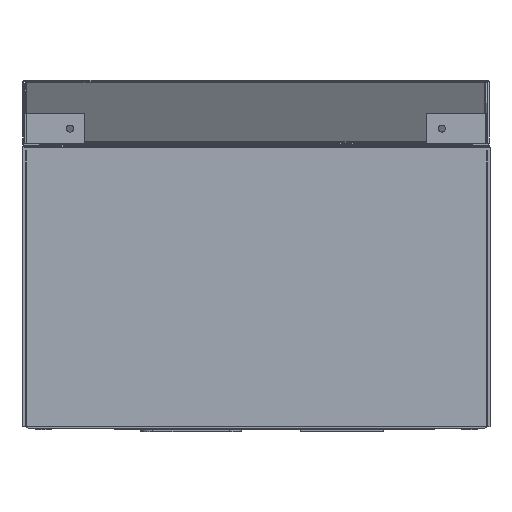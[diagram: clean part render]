
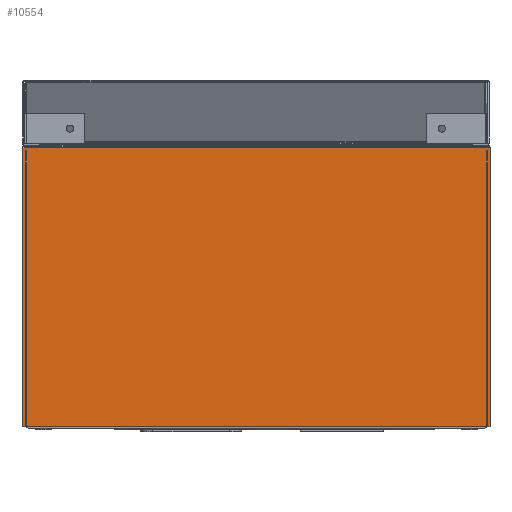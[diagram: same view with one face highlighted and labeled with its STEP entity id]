
A CAD part, front view. The second image highlights one B-rep face of the part: STEP entity #10554.
In plain terms, the highlighted planar face has unit normal (0, -1, 0).
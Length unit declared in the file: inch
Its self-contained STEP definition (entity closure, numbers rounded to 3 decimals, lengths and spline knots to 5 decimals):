
#554 = CARTESIAN_POINT ( 'NONE',  ( -7.62328, -16.04152, -4.65275 ) ) ;
#2181 = EDGE_CURVE ( 'NONE', #31550, #48639, #23631, .T. ) ;
#2908 = CIRCLE ( 'NONE', #14025, 0.07527 ) ;
#3672 = CARTESIAN_POINT ( 'NONE',  ( 7.63357, -16.04152, -4.65275 ) ) ;
#3808 = VECTOR ( 'NONE', #43620, 39.37008 ) ;
#3916 = ORIENTED_EDGE ( 'NONE', *, *, #28150, .T. ) ;
#4059 = CARTESIAN_POINT ( 'NONE',  ( 7.64294, -16.04152, -4.62726 ) ) ;
#4665 = CARTESIAN_POINT ( 'NONE',  ( -7.66855, -16.04152, 4.62473 ) ) ;
#5110 = DIRECTION ( 'NONE',  ( 0., 0., -1. ) ) ;
#5243 = DIRECTION ( 'NONE',  ( -1., 0., 0. ) ) ;
#5364 = VECTOR ( 'NONE', #7707, 39.37008 ) ;
#6266 = DIRECTION ( 'NONE',  ( 0., 0., 1. ) ) ;
#6701 = DIRECTION ( 'NONE',  ( 0., 0., -1. ) ) ;
#7232 = CARTESIAN_POINT ( 'NONE',  ( 7.7278, -16.04152, 4.62473 ) ) ;
#7615 = VECTOR ( 'NONE', #6266, 39.37008 ) ;
#7707 = DIRECTION ( 'NONE',  ( -1., 0., 0. ) ) ;
#7951 = CARTESIAN_POINT ( 'NONE',  ( 38.40642, -16.04152, 4.62473 ) ) ;
#8318 = CARTESIAN_POINT ( 'NONE',  ( 38.40642, -16.04152, 4.51487 ) ) ;
#8818 = EDGE_CURVE ( 'NONE', #19425, #41684, #19843, .T. ) ;
#8949 = DIRECTION ( 'NONE',  ( 0., 1., 0. ) ) ;
#9202 = LINE ( 'NONE', #33283, #49737 ) ;
#9256 = LINE ( 'NONE', #50963, #39308 ) ;
#9271 = CARTESIAN_POINT ( 'NONE',  ( -7.77559, -16.04152, -4.65275 ) ) ;
#9459 = EDGE_CURVE ( 'NONE', #19425, #16622, #9202, .T. ) ;
#9575 = EDGE_CURVE ( 'NONE', #46075, #26458, #22570, .T. ) ;
#10088 = EDGE_CURVE ( 'NONE', #41624, #46075, #32125, .T. ) ;
#10554 = ADVANCED_FACE ( 'NONE', ( #40586 ), #15214, .F. ) ;
#10817 = DIRECTION ( 'NONE',  ( -1., 0., 0. ) ) ;
#10999 = LINE ( 'NONE', #51121, #3808 ) ;
#11146 = ORIENTED_EDGE ( 'NONE', *, *, #25598, .T. ) ;
#11391 = CARTESIAN_POINT ( 'NONE',  ( 7.7278, -16.04152, 4.62473 ) ) ;
#11542 = EDGE_CURVE ( 'NONE', #41624, #39242, #48359, .T. ) ;
#11992 = CARTESIAN_POINT ( 'NONE',  ( -7.7278, -16.04152, 4.62473 ) ) ;
#12329 = CARTESIAN_POINT ( 'NONE',  ( 7.67439, -16.04152, -4.65275 ) ) ;
#13157 = VECTOR ( 'NONE', #32796, 39.37008 ) ;
#13363 = EDGE_LOOP ( 'NONE', ( #49205, #19326, #22535, #37828, #3916, #34482, #50027, #21534, #30303, #24762, #23576, #11146, #34673, #51400, #46750, #37539, #25748, #22091 ) ) ;
#13404 = DIRECTION ( 'NONE',  ( 0., 1., 0. ) ) ;
#13598 = DIRECTION ( 'NONE',  ( 0., 0., 1. ) ) ;
#14025 = AXIS2_PLACEMENT_3D ( 'NONE', #35058, #27042, #6701 ) ;
#15214 = PLANE ( 'NONE',  #47970 ) ;
#15438 = DIRECTION ( 'NONE',  ( -1., 0., 0. ) ) ;
#15503 = VECTOR ( 'NONE', #10817, 39.37008 ) ;
#15859 = DIRECTION ( 'NONE',  ( 0., 0., -1. ) ) ;
#16423 = CARTESIAN_POINT ( 'NONE',  ( 7.67884, -16.04152, -4.62726 ) ) ;
#16622 = VERTEX_POINT ( 'NONE', #33316 ) ;
#16640 = VECTOR ( 'NONE', #31850, 39.37008 ) ;
#16993 = VERTEX_POINT ( 'NONE', #16423 ) ;
#18884 = LINE ( 'NONE', #29875, #19273 ) ;
#19040 = CARTESIAN_POINT ( 'NONE',  ( 7.77559, -16.04152, -4.65275 ) ) ;
#19273 = VECTOR ( 'NONE', #35212, 39.37008 ) ;
#19326 = ORIENTED_EDGE ( 'NONE', *, *, #25721, .F. ) ;
#19425 = VERTEX_POINT ( 'NONE', #35705 ) ;
#19743 = DIRECTION ( 'NONE',  ( 0., 0., -1. ) ) ;
#19843 = LINE ( 'NONE', #8318, #44596 ) ;
#20083 = EDGE_CURVE ( 'NONE', #44124, #16622, #38428, .T. ) ;
#20878 = VERTEX_POINT ( 'NONE', #3672 ) ;
#21121 = CIRCLE ( 'NONE', #51001, 0.03937 ) ;
#21534 = ORIENTED_EDGE ( 'NONE', *, *, #21572, .F. ) ;
#21572 = EDGE_CURVE ( 'NONE', #26458, #25439, #50937, .T. ) ;
#21689 = CARTESIAN_POINT ( 'NONE',  ( -7.59328, -16.04152, -4.62726 ) ) ;
#22091 = ORIENTED_EDGE ( 'NONE', *, *, #9459, .T. ) ;
#22535 = ORIENTED_EDGE ( 'NONE', *, *, #43737, .F. ) ;
#22570 = LINE ( 'NONE', #34879, #38649 ) ;
#22844 = DIRECTION ( 'NONE',  ( 0., 0., -1. ) ) ;
#22938 = EDGE_CURVE ( 'NONE', #47449, #26540, #34189, .T. ) ;
#23032 = CARTESIAN_POINT ( 'NONE',  ( -7.66855, -16.04152, -4.62726 ) ) ;
#23131 = CARTESIAN_POINT ( 'NONE',  ( 7.64294, -16.04152, 4.62473 ) ) ;
#23576 = ORIENTED_EDGE ( 'NONE', *, *, #11542, .T. ) ;
#23631 = CIRCLE ( 'NONE', #52701, 0.07527 ) ;
#23639 = VERTEX_POINT ( 'NONE', #4059 ) ;
#24630 = AXIS2_PLACEMENT_3D ( 'NONE', #21689, #13404, #5110 ) ;
#24762 = ORIENTED_EDGE ( 'NONE', *, *, #10088, .F. ) ;
#25439 = VERTEX_POINT ( 'NONE', #12329 ) ;
#25598 = EDGE_CURVE ( 'NONE', #39242, #26540, #35764, .T. ) ;
#25721 = EDGE_CURVE ( 'NONE', #20878, #44124, #48829, .T. ) ;
#25748 = ORIENTED_EDGE ( 'NONE', *, *, #8818, .F. ) ;
#25797 = CARTESIAN_POINT ( 'NONE',  ( 7.60357, -16.04152, -4.62726 ) ) ;
#26458 = VERTEX_POINT ( 'NONE', #19040 ) ;
#26540 = VERTEX_POINT ( 'NONE', #34852 ) ;
#27042 = DIRECTION ( 'NONE',  ( 0., 1., 0. ) ) ;
#27406 = VERTEX_POINT ( 'NONE', #27485 ) ;
#27485 = CARTESIAN_POINT ( 'NONE',  ( 7.64294, -16.04152, 4.51487 ) ) ;
#28059 = CARTESIAN_POINT ( 'NONE',  ( 38.40642, -16.04152, 4.62473 ) ) ;
#28150 = EDGE_CURVE ( 'NONE', #27406, #51307, #18884, .T. ) ;
#29392 = VECTOR ( 'NONE', #15438, 39.37008 ) ;
#29875 = CARTESIAN_POINT ( 'NONE',  ( 38.40642, -16.04152, 4.51487 ) ) ;
#30303 = ORIENTED_EDGE ( 'NONE', *, *, #9575, .F. ) ;
#30501 = CARTESIAN_POINT ( 'NONE',  ( -7.77559, -16.04152, 4.62473 ) ) ;
#31400 = EDGE_CURVE ( 'NONE', #23639, #27406, #46927, .T. ) ;
#31550 = VERTEX_POINT ( 'NONE', #49571 ) ;
#31850 = DIRECTION ( 'NONE',  ( 1., 0., 0. ) ) ;
#32125 = LINE ( 'NONE', #7232, #16640 ) ;
#32420 = EDGE_CURVE ( 'NONE', #31550, #47449, #9256, .T. ) ;
#32796 = DIRECTION ( 'NONE',  ( -1., 0., 0. ) ) ;
#33283 = CARTESIAN_POINT ( 'NONE',  ( -7.63265, -16.04152, 4.62473 ) ) ;
#33316 = CARTESIAN_POINT ( 'NONE',  ( -7.63265, -16.04152, -4.62726 ) ) ;
#34080 = LINE ( 'NONE', #4665, #49935 ) ;
#34189 = LINE ( 'NONE', #38462, #46219 ) ;
#34482 = ORIENTED_EDGE ( 'NONE', *, *, #51063, .F. ) ;
#34673 = ORIENTED_EDGE ( 'NONE', *, *, #22938, .F. ) ;
#34852 = CARTESIAN_POINT ( 'NONE',  ( -7.77559, -16.04152, 4.62473 ) ) ;
#34879 = CARTESIAN_POINT ( 'NONE',  ( 7.77559, -16.04152, 4.65473 ) ) ;
#35058 = CARTESIAN_POINT ( 'NONE',  ( 7.60357, -16.04152, -4.62726 ) ) ;
#35212 = DIRECTION ( 'NONE',  ( 1., 0., 0. ) ) ;
#35705 = CARTESIAN_POINT ( 'NONE',  ( -7.63265, -16.04152, 4.51487 ) ) ;
#35764 = LINE ( 'NONE', #30501, #29392 ) ;
#37539 = ORIENTED_EDGE ( 'NONE', *, *, #40561, .F. ) ;
#37828 = ORIENTED_EDGE ( 'NONE', *, *, #31400, .T. ) ;
#38428 = CIRCLE ( 'NONE', #24630, 0.03937 ) ;
#38462 = CARTESIAN_POINT ( 'NONE',  ( -7.77559, -16.04152, 4.65473 ) ) ;
#38649 = VECTOR ( 'NONE', #22844, 39.37008 ) ;
#39176 = CARTESIAN_POINT ( 'NONE',  ( 38.40642, -16.04152, -4.65275 ) ) ;
#39242 = VERTEX_POINT ( 'NONE', #11992 ) ;
#39308 = VECTOR ( 'NONE', #5243, 39.37008 ) ;
#39365 = EDGE_CURVE ( 'NONE', #16993, #25439, #2908, .T. ) ;
#40074 = DIRECTION ( 'NONE',  ( 0., 1., 0. ) ) ;
#40147 = CARTESIAN_POINT ( 'NONE',  ( 7.67884, -16.04152, 4.51487 ) ) ;
#40561 = EDGE_CURVE ( 'NONE', #41684, #48639, #34080, .T. ) ;
#40586 = FACE_OUTER_BOUND ( 'NONE', #13363, .T. ) ;
#41310 = CARTESIAN_POINT ( 'NONE',  ( -7.66855, -16.04152, 4.51487 ) ) ;
#41461 = CARTESIAN_POINT ( 'NONE',  ( 7.77559, -16.04152, 4.62473 ) ) ;
#41624 = VERTEX_POINT ( 'NONE', #11391 ) ;
#41684 = VERTEX_POINT ( 'NONE', #41310 ) ;
#41832 = DIRECTION ( 'NONE',  ( 0., 0., -1. ) ) ;
#42371 = DIRECTION ( 'NONE',  ( 0., 0., -1. ) ) ;
#43620 = DIRECTION ( 'NONE',  ( 0., 0., 1. ) ) ;
#43737 = EDGE_CURVE ( 'NONE', #23639, #20878, #21121, .T. ) ;
#44124 = VERTEX_POINT ( 'NONE', #554 ) ;
#44305 = CARTESIAN_POINT ( 'NONE',  ( 38.40642, -16.04152, -4.65275 ) ) ;
#44596 = VECTOR ( 'NONE', #47923, 39.37008 ) ;
#46075 = VERTEX_POINT ( 'NONE', #41461 ) ;
#46219 = VECTOR ( 'NONE', #13598, 39.37008 ) ;
#46374 = DIRECTION ( 'NONE',  ( 0., 0., -1. ) ) ;
#46750 = ORIENTED_EDGE ( 'NONE', *, *, #2181, .T. ) ;
#46927 = LINE ( 'NONE', #23131, #7615 ) ;
#47449 = VERTEX_POINT ( 'NONE', #9271 ) ;
#47923 = DIRECTION ( 'NONE',  ( -1., 0., 0. ) ) ;
#47970 = AXIS2_PLACEMENT_3D ( 'NONE', #7951, #40074, #19743 ) ;
#48359 = LINE ( 'NONE', #28059, #5364 ) ;
#48639 = VERTEX_POINT ( 'NONE', #23032 ) ;
#48829 = LINE ( 'NONE', #44305, #13157 ) ;
#48966 = CARTESIAN_POINT ( 'NONE',  ( -7.59328, -16.04152, -4.62726 ) ) ;
#49205 = ORIENTED_EDGE ( 'NONE', *, *, #20083, .F. ) ;
#49571 = CARTESIAN_POINT ( 'NONE',  ( -7.6641, -16.04152, -4.65275 ) ) ;
#49737 = VECTOR ( 'NONE', #42371, 39.37008 ) ;
#49935 = VECTOR ( 'NONE', #41832, 39.37008 ) ;
#50027 = ORIENTED_EDGE ( 'NONE', *, *, #39365, .T. ) ;
#50937 = LINE ( 'NONE', #39176, #15503 ) ;
#50963 = CARTESIAN_POINT ( 'NONE',  ( 38.40642, -16.04152, -4.65275 ) ) ;
#51001 = AXIS2_PLACEMENT_3D ( 'NONE', #25797, #8949, #46374 ) ;
#51063 = EDGE_CURVE ( 'NONE', #16993, #51307, #10999, .T. ) ;
#51121 = CARTESIAN_POINT ( 'NONE',  ( 7.67884, -16.04152, 4.62473 ) ) ;
#51307 = VERTEX_POINT ( 'NONE', #40147 ) ;
#51400 = ORIENTED_EDGE ( 'NONE', *, *, #32420, .F. ) ;
#52469 = DIRECTION ( 'NONE',  ( 0., 1., 0. ) ) ;
#52701 = AXIS2_PLACEMENT_3D ( 'NONE', #48966, #52469, #15859 ) ;
